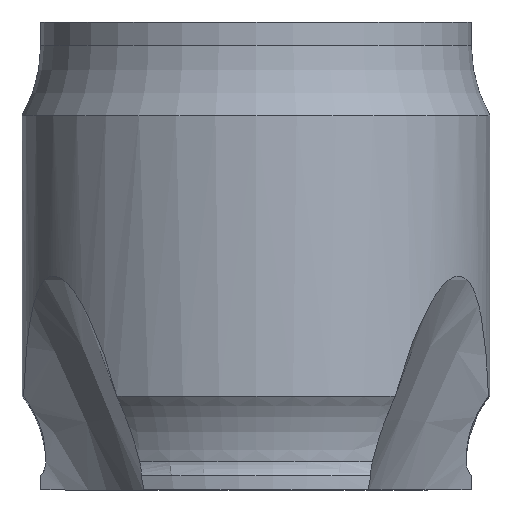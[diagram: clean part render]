
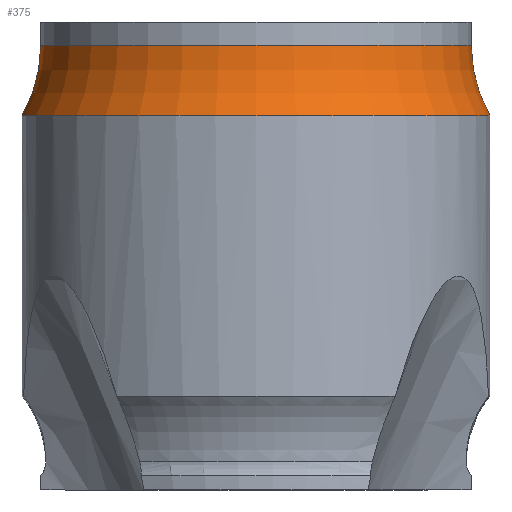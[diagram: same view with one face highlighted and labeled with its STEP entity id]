
A CAD part, front view. The second image highlights one B-rep face of the part: STEP entity #375.
In plain terms, the highlighted toroidal (fillet/blend) face has major radius 76.125 mm and minor radius 30.125 mm.
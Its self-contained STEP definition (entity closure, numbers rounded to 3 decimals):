
#23=TOROIDAL_SURFACE('',#431,76.125,30.125);
#40=CIRCLE('',#419,50.);
#41=CIRCLE('',#420,50.);
#47=CIRCLE('',#432,30.125);
#48=CIRCLE('',#433,46.);
#49=CIRCLE('',#434,46.);
#74=FACE_OUTER_BOUND('',#95,.T.);
#95=EDGE_LOOP('',(#318,#319,#320,#321,#322,#323));
#164=VERTEX_POINT('',#819);
#165=VERTEX_POINT('',#820);
#175=VERTEX_POINT('',#908);
#176=VERTEX_POINT('',#910);
#212=EDGE_CURVE('',#164,#165,#40,.T.);
#213=EDGE_CURVE('',#165,#164,#41,.T.);
#229=EDGE_CURVE('',#164,#175,#47,.T.);
#230=EDGE_CURVE('',#176,#175,#48,.T.);
#231=EDGE_CURVE('',#175,#176,#49,.T.);
#318=ORIENTED_EDGE('',*,*,#212,.T.);
#319=ORIENTED_EDGE('',*,*,#213,.T.);
#320=ORIENTED_EDGE('',*,*,#229,.T.);
#321=ORIENTED_EDGE('',*,*,#230,.F.);
#322=ORIENTED_EDGE('',*,*,#231,.F.);
#323=ORIENTED_EDGE('',*,*,#229,.F.);
#375=ADVANCED_FACE('',(#74),#23,.F.);
#419=AXIS2_PLACEMENT_3D('',#821,#494,#495);
#420=AXIS2_PLACEMENT_3D('',#822,#496,#497);
#431=AXIS2_PLACEMENT_3D('',#907,#519,#520);
#432=AXIS2_PLACEMENT_3D('',#909,#521,#522);
#433=AXIS2_PLACEMENT_3D('',#911,#523,#524);
#434=AXIS2_PLACEMENT_3D('',#912,#525,#526);
#494=DIRECTION('center_axis',(0.,0.,1.));
#495=DIRECTION('ref_axis',(1.,0.,0.));
#496=DIRECTION('center_axis',(0.,0.,1.));
#497=DIRECTION('ref_axis',(1.,0.,0.));
#519=DIRECTION('center_axis',(0.,0.,1.));
#520=DIRECTION('ref_axis',(1.,0.,0.));
#521=DIRECTION('center_axis',(0.,-1.,0.));
#522=DIRECTION('ref_axis',(-1.,0.,0.));
#523=DIRECTION('center_axis',(0.,0.,1.));
#524=DIRECTION('ref_axis',(1.,0.,0.));
#525=DIRECTION('center_axis',(0.,0.,1.));
#526=DIRECTION('ref_axis',(1.,0.,0.));
#819=CARTESIAN_POINT('',(-50.,0.,80.));
#820=CARTESIAN_POINT('',(0.,50.,80.));
#821=CARTESIAN_POINT('Origin',(0.,0.,80.));
#822=CARTESIAN_POINT('Origin',(0.,0.,80.));
#907=CARTESIAN_POINT('Origin',(0.,0.,95.));
#908=CARTESIAN_POINT('',(-46.,0.,95.));
#909=CARTESIAN_POINT('Origin',(-76.125,0.,
95.));
#910=CARTESIAN_POINT('',(0.,46.,95.));
#911=CARTESIAN_POINT('Origin',(0.,0.,95.));
#912=CARTESIAN_POINT('Origin',(0.,0.,95.));
